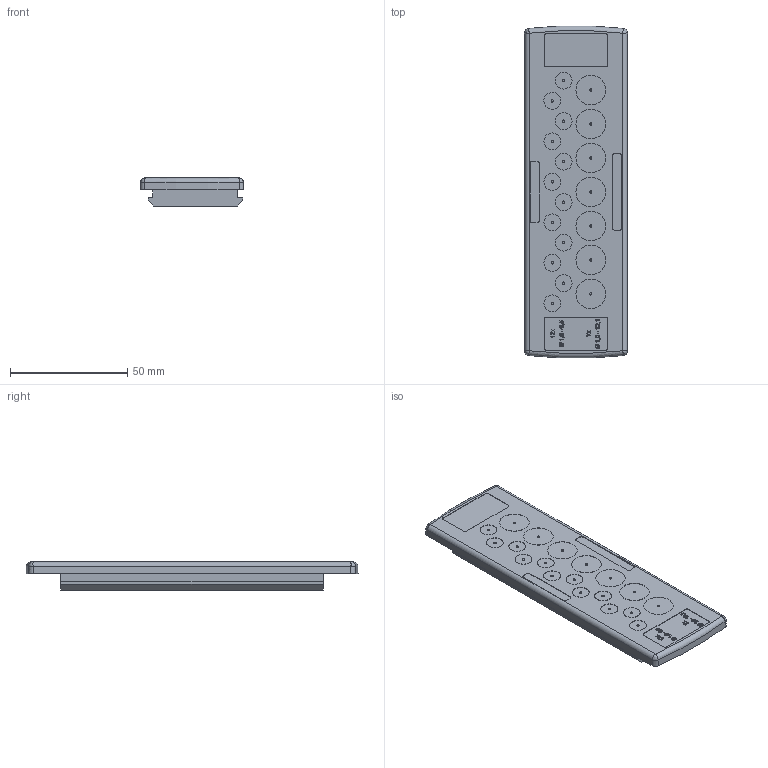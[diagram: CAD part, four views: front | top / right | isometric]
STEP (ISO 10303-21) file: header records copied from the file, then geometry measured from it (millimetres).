
FILE_DESCRIPTION(('CATIA V5R22 STEP214','CAx-IF Rec.Pracs.--- Model Styling and Organization---1.4--- 2014-01-23'),'2;1');
FILE_NAME ('1241168-5_2_2743670000_2743670000.stp','2022-01-21T12:57:38+00:00',('none'),('Weidmueller'),'CATIA Version 5-6 Release 2016 SP3 HF44','CATIA V5 STEP AP214','none');
FILE_SCHEMA(('AUTOMOTIVE_DESIGN { 1 0 10303 214 1 1 1 1 }'));
Length unit declared in the file: millimetre
Products named in the file (1): CABTITE EP B 24/19 GY
Bounding box: 43.97 x 141.72 x 12 mm (x, y, z)
Volume: 49603.5 mm3; surface area: 21200.6 mm2
Topology: 1 solids, 1 shells, 520 faces, 1273 edges, 842 vertices
Faces by surface type: plane 237, bspline 181, cylinder 78, extrusion 16, cone 6, torus 2
Entity records: 24995 total; most frequent: CARTESIAN_POINT 14687, ORIENTED_EDGE 2538, EDGE_CURVE 1269, DIRECTION 1203, VERTEX_POINT 842, EDGE_LOOP 611, B_SPLINE_CURVE_WITH_KNOTS 590, VECTOR 549
